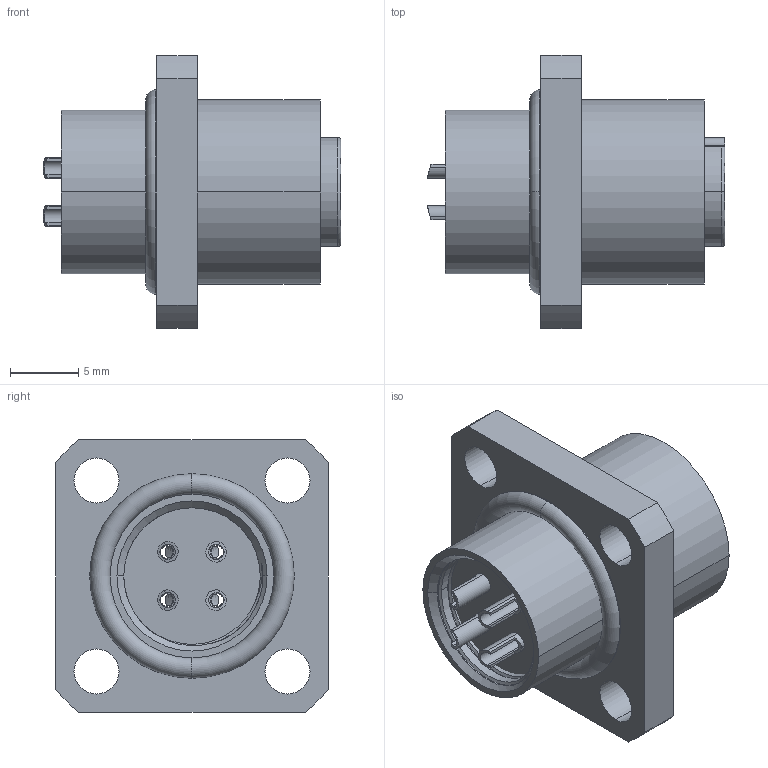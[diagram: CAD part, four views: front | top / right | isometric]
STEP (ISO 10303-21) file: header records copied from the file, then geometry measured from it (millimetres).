
FILE_DESCRIPTION (( 'STEP AP214' ), '1' );
FILE_NAME ('55-00234.STEP', '2024-04-05T16:31:44', ( '' ), ( '' ), 'SwSTEP 2.0', 'SolidWorks 2021', '' );
FILE_SCHEMA (( 'AUTOMOTIVE_DESIGN' ));
Length unit declared in the file: millimetre
Products named in the file (6): 55-00234-05___; 55-00234-01___; 55-00234-02___; 55-00234-03___; 55-00234-04___; 55-00234
Assembly tree (8 placements, depth 2):
  55-00234
    55-00234-01___
    55-00234-02___
    55-00234-03___  x4
    55-00234-04___
    55-00234-05___
Bounding box: 21.8 x 20 x 20 mm (x, y, z)
Volume: 2692.9 mm3; surface area: 4527.3 mm2
Topology: 8 solids, 8 shells, 474 faces, 1204 edges, 763 vertices
Faces by surface type: cylinder 181, plane 135, torus 83, cone 44, bspline 31
Entity records: 9853 total; most frequent: CARTESIAN_POINT 4503, ORIENTED_EDGE 1106, DIRECTION 1056, EDGE_CURVE 553, AXIS2_PLACEMENT_3D 428, VERTEX_POINT 355, EDGE_LOOP 254, ADVANCED_FACE 219
